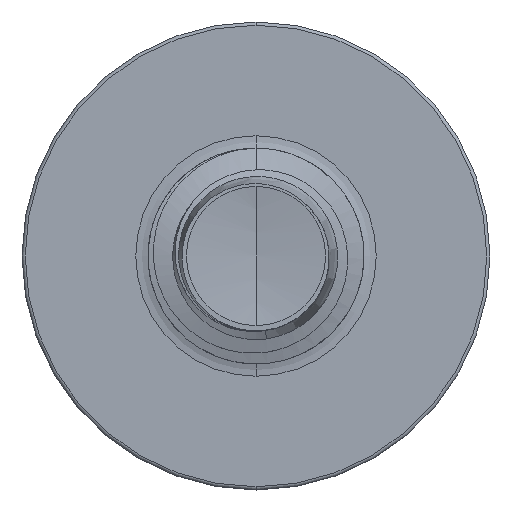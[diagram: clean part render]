
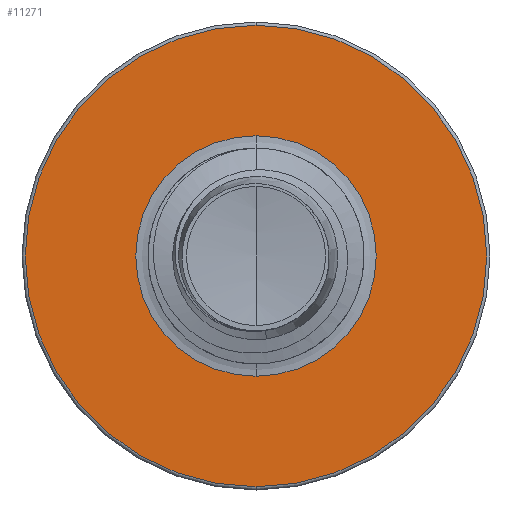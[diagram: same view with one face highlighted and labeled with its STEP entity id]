
A CAD part, front view. The second image highlights one B-rep face of the part: STEP entity #11271.
In plain terms, the highlighted planar face has unit normal (0, -1, 0).
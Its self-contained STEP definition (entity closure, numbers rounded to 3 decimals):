
#132 = ORIENTED_EDGE ( 'NONE', *, *, #14963, .F. ) ;
#591 = FACE_BOUND ( 'NONE', #2761, .T. ) ;
#1314 = DIRECTION ( 'NONE',  ( 0., 0., 1. ) ) ;
#1830 = CARTESIAN_POINT ( 'NONE',  ( 0., 4., 0. ) ) ;
#2704 = CIRCLE ( 'NONE', #15298, 3.205 ) ;
#2761 = EDGE_LOOP ( 'NONE', ( #8019, #11542 ) ) ;
#3235 = CARTESIAN_POINT ( 'NONE',  ( 0., 4., -1.67 ) ) ;
#3330 = DIRECTION ( 'NONE',  ( 0., 0., 1. ) ) ;
#4461 = CARTESIAN_POINT ( 'NONE',  ( 0., 4., 1.67 ) ) ;
#4585 = FACE_OUTER_BOUND ( 'NONE', #12416, .T. ) ;
#5422 = AXIS2_PLACEMENT_3D ( 'NONE', #3235, #6155, #14472 ) ;
#6155 = DIRECTION ( 'NONE',  ( 0., 1., 0. ) ) ;
#6537 = CARTESIAN_POINT ( 'NONE',  ( 0., 4., -3.205 ) ) ;
#6982 = CIRCLE ( 'NONE', #7731, 1.67 ) ;
#7012 = CARTESIAN_POINT ( 'NONE',  ( 0., 4., 0. ) ) ;
#7123 = DIRECTION ( 'NONE',  ( 0., 1., 0. ) ) ;
#7731 = AXIS2_PLACEMENT_3D ( 'NONE', #14150, #7123, #15184 ) ;
#8019 = ORIENTED_EDGE ( 'NONE', *, *, #14785, .T. ) ;
#8471 = DIRECTION ( 'NONE',  ( 0., 0., 1. ) ) ;
#9387 = AXIS2_PLACEMENT_3D ( 'NONE', #7012, #15110, #8471 ) ;
#9545 = CIRCLE ( 'NONE', #15830, 1.67 ) ;
#9800 = DIRECTION ( 'NONE',  ( 0., 1., 0. ) ) ;
#10443 = CARTESIAN_POINT ( 'NONE',  ( 0., 4., -1.67 ) ) ;
#11271 = ADVANCED_FACE ( 'NONE', ( #4585, #591 ), #15461, .F. ) ;
#11281 = DIRECTION ( 'NONE',  ( 0., 1., 0. ) ) ;
#11542 = ORIENTED_EDGE ( 'NONE', *, *, #14072, .T. ) ;
#12026 = CARTESIAN_POINT ( 'NONE',  ( 0., 4., 3.205 ) ) ;
#12369 = EDGE_CURVE ( 'NONE', #15696, #16156, #15640, .T. ) ;
#12416 = EDGE_LOOP ( 'NONE', ( #13738, #132 ) ) ;
#12585 = VERTEX_POINT ( 'NONE', #4461 ) ;
#13738 = ORIENTED_EDGE ( 'NONE', *, *, #12369, .F. ) ;
#14072 = EDGE_CURVE ( 'NONE', #15163, #12585, #9545, .T. ) ;
#14150 = CARTESIAN_POINT ( 'NONE',  ( 0., 4., 0. ) ) ;
#14472 = DIRECTION ( 'NONE',  ( 0., 0., 1. ) ) ;
#14785 = EDGE_CURVE ( 'NONE', #12585, #15163, #6982, .T. ) ;
#14963 = EDGE_CURVE ( 'NONE', #16156, #15696, #2704, .T. ) ;
#15110 = DIRECTION ( 'NONE',  ( 0., 1., 0. ) ) ;
#15163 = VERTEX_POINT ( 'NONE', #10443 ) ;
#15184 = DIRECTION ( 'NONE',  ( 0., 0., 1. ) ) ;
#15298 = AXIS2_PLACEMENT_3D ( 'NONE', #1830, #11281, #3330 ) ;
#15461 = PLANE ( 'NONE',  #5422 ) ;
#15640 = CIRCLE ( 'NONE', #9387, 3.205 ) ;
#15696 = VERTEX_POINT ( 'NONE', #12026 ) ;
#15830 = AXIS2_PLACEMENT_3D ( 'NONE', #16258, #9800, #1314 ) ;
#16156 = VERTEX_POINT ( 'NONE', #6537 ) ;
#16258 = CARTESIAN_POINT ( 'NONE',  ( 0., 4., 0. ) ) ;
